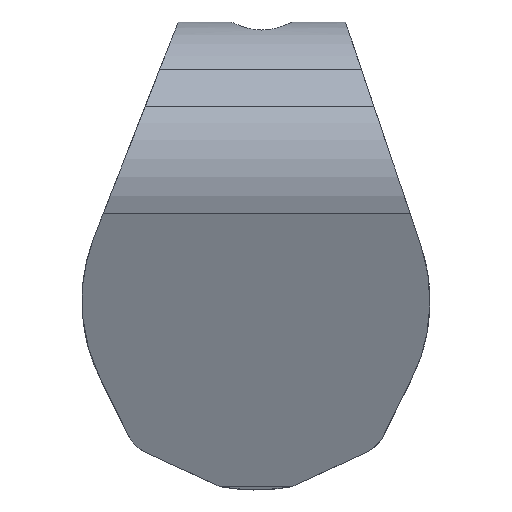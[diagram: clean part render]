
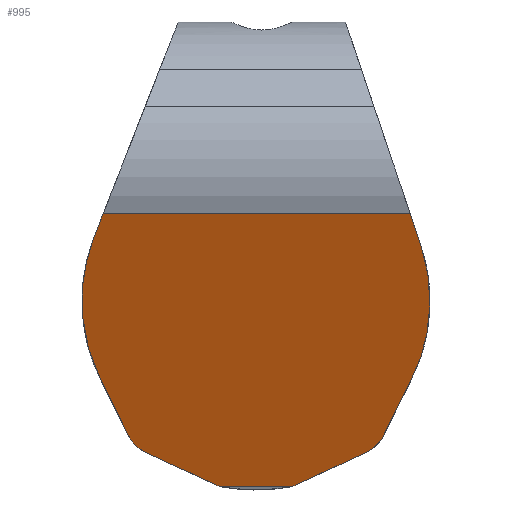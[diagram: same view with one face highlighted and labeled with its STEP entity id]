
A CAD part, left-side view. The second image highlights one B-rep face of the part: STEP entity #995.
In plain terms, the highlighted planar face has unit normal (-0.924, 0, -0.383).
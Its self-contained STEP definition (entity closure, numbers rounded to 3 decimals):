
#53=PLANE('',#1074);
#74=FACE_OUTER_BOUND('',#131,.T.);
#131=EDGE_LOOP('',(#691,#692,#693,#694,#695,#696,#697,#698,#699,#700,#701,
#702,#703,#704));
#189=ELLIPSE('',#1075,50.336,46.5);
#190=ELLIPSE('',#1076,10.825,10.);
#191=ELLIPSE('',#1077,10.825,10.);
#192=ELLIPSE('',#1078,10.825,10.);
#193=ELLIPSE('',#1079,10.825,10.);
#194=ELLIPSE('',#1080,50.336,46.5);
#221=LINE('',#1459,#280);
#228=LINE('',#1558,#287);
#229=LINE('',#1610,#288);
#230=LINE('',#1615,#289);
#231=LINE('',#1619,#290);
#232=LINE('',#1623,#291);
#233=LINE('',#1627,#292);
#234=LINE('',#1631,#293);
#280=VECTOR('',#1172,10.);
#287=VECTOR('',#1183,10.);
#288=VECTOR('',#1196,10.);
#289=VECTOR('',#1201,10.);
#290=VECTOR('',#1204,10.);
#291=VECTOR('',#1207,10.);
#292=VECTOR('',#1210,10.);
#293=VECTOR('',#1213,10.);
#396=VERTEX_POINT('',#1456);
#397=VERTEX_POINT('',#1458);
#407=VERTEX_POINT('',#1555);
#408=VERTEX_POINT('',#1557);
#413=VERTEX_POINT('',#1612);
#414=VERTEX_POINT('',#1614);
#415=VERTEX_POINT('',#1616);
#416=VERTEX_POINT('',#1618);
#417=VERTEX_POINT('',#1620);
#418=VERTEX_POINT('',#1622);
#419=VERTEX_POINT('',#1624);
#420=VERTEX_POINT('',#1626);
#421=VERTEX_POINT('',#1628);
#422=VERTEX_POINT('',#1630);
#501=EDGE_CURVE('',#396,#397,#221,.T.);
#514=EDGE_CURVE('',#407,#408,#228,.T.);
#521=EDGE_CURVE('',#408,#396,#229,.T.);
#522=EDGE_CURVE('',#413,#407,#189,.T.);
#523=EDGE_CURVE('',#413,#414,#230,.T.);
#524=EDGE_CURVE('',#415,#414,#190,.T.);
#525=EDGE_CURVE('',#415,#416,#231,.T.);
#526=EDGE_CURVE('',#417,#416,#191,.T.);
#527=EDGE_CURVE('',#418,#417,#232,.T.);
#528=EDGE_CURVE('',#419,#418,#192,.T.);
#529=EDGE_CURVE('',#419,#420,#233,.T.);
#530=EDGE_CURVE('',#421,#420,#193,.T.);
#531=EDGE_CURVE('',#421,#422,#234,.T.);
#532=EDGE_CURVE('',#397,#422,#194,.T.);
#691=ORIENTED_EDGE('',*,*,#521,.F.);
#692=ORIENTED_EDGE('',*,*,#514,.F.);
#693=ORIENTED_EDGE('',*,*,#522,.F.);
#694=ORIENTED_EDGE('',*,*,#523,.T.);
#695=ORIENTED_EDGE('',*,*,#524,.F.);
#696=ORIENTED_EDGE('',*,*,#525,.T.);
#697=ORIENTED_EDGE('',*,*,#526,.F.);
#698=ORIENTED_EDGE('',*,*,#527,.F.);
#699=ORIENTED_EDGE('',*,*,#528,.F.);
#700=ORIENTED_EDGE('',*,*,#529,.T.);
#701=ORIENTED_EDGE('',*,*,#530,.F.);
#702=ORIENTED_EDGE('',*,*,#531,.T.);
#703=ORIENTED_EDGE('',*,*,#532,.F.);
#704=ORIENTED_EDGE('',*,*,#501,.F.);
#995=ADVANCED_FACE('',(#74),#53,.F.);
#1074=AXIS2_PLACEMENT_3D('',#1611,#1197,#1198);
#1075=AXIS2_PLACEMENT_3D('',#1613,#1199,#1200);
#1076=AXIS2_PLACEMENT_3D('',#1617,#1202,#1203);
#1077=AXIS2_PLACEMENT_3D('',#1621,#1205,#1206);
#1078=AXIS2_PLACEMENT_3D('',#1625,#1208,#1209);
#1079=AXIS2_PLACEMENT_3D('',#1629,#1211,#1212);
#1080=AXIS2_PLACEMENT_3D('',#1632,#1214,#1215);
#1172=DIRECTION('',(0.365,-0.298,-0.882));
#1183=DIRECTION('',(-0.36,-0.34,0.869));
#1196=DIRECTION('',(0.,-1.,0.));
#1197=DIRECTION('center_axis',(0.924,0.,0.383));
#1198=DIRECTION('ref_axis',(0.383,0.,-0.924));
#1199=DIRECTION('center_axis',(0.924,0.,0.383));
#1200=DIRECTION('ref_axis',(-0.383,0.,0.924));
#1201=DIRECTION('',(0.349,-0.414,-0.841));
#1202=DIRECTION('center_axis',(0.924,0.,0.383));
#1203=DIRECTION('ref_axis',(0.383,0.,-0.924));
#1204=DIRECTION('',(0.173,-0.893,-0.416));
#1205=DIRECTION('center_axis',(0.924,0.,0.383));
#1206=DIRECTION('ref_axis',(0.383,0.,-0.924));
#1207=DIRECTION('',(0.,1.,0.));
#1208=DIRECTION('center_axis',(0.924,0.,0.383));
#1209=DIRECTION('ref_axis',(0.383,0.,-0.924));
#1210=DIRECTION('',(-0.173,-0.893,0.416));
#1211=DIRECTION('center_axis',(0.924,0.,0.383));
#1212=DIRECTION('ref_axis',(0.383,0.,-0.924));
#1213=DIRECTION('',(-0.349,-0.414,0.841));
#1214=DIRECTION('center_axis',(0.924,0.,0.383));
#1215=DIRECTION('ref_axis',(-0.383,0.,0.924));
#1456=CARTESIAN_POINT('',(-230.17,-43.211,259.792));
#1458=CARTESIAN_POINT('',(-226.688,-46.051,251.391));
#1459=CARTESIAN_POINT('',(-236.133,-38.348,274.179));
#1555=CARTESIAN_POINT('',(-227.538,41.303,253.443));
#1557=CARTESIAN_POINT('',(-230.17,38.819,259.792));
#1558=CARTESIAN_POINT('',(-229.639,39.321,258.511));
#1610=CARTESIAN_POINT('',(-230.17,0.,259.792));
#1611=CARTESIAN_POINT('Origin',(-236.473,0.,275.));
#1612=CARTESIAN_POINT('',(-212.,39.715,215.954));
#1613=CARTESIAN_POINT('Origin',(-220.516,-2.,236.5));
#1614=CARTESIAN_POINT('',(-205.688,32.213,200.723));
#1615=CARTESIAN_POINT('',(-212.766,40.625,217.802));
#1616=CARTESIAN_POINT('',(-203.763,27.468,196.078));
#1617=CARTESIAN_POINT('Origin',(-207.519,23.242,205.141));
#1618=CARTESIAN_POINT('',(-200.22,9.139,187.531));
#1619=CARTESIAN_POINT('',(-202.492,20.892,193.012));
#1620=CARTESIAN_POINT('',(-200.,7.732,187.));
#1621=CARTESIAN_POINT('Origin',(-203.977,4.913,196.594));
#1622=CARTESIAN_POINT('',(-200.,-11.732,187.));
#1623=CARTESIAN_POINT('',(-200.,0.,187.));
#1624=CARTESIAN_POINT('',(-200.22,-13.139,187.531));
#1625=CARTESIAN_POINT('Origin',(-203.977,-8.913,196.594));
#1626=CARTESIAN_POINT('',(-203.763,-31.468,196.078));
#1627=CARTESIAN_POINT('',(-204.308,-34.29,197.394));
#1628=CARTESIAN_POINT('',(-205.688,-36.213,200.723));
#1629=CARTESIAN_POINT('Origin',(-207.519,-27.242,205.141));
#1630=CARTESIAN_POINT('',(-212.,-43.715,215.954));
#1631=CARTESIAN_POINT('',(-215.825,-48.26,225.183));
#1632=CARTESIAN_POINT('Origin',(-220.516,-2.,236.5));
